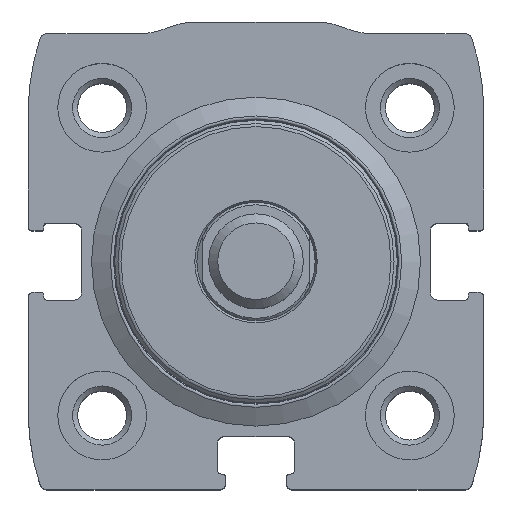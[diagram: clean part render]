
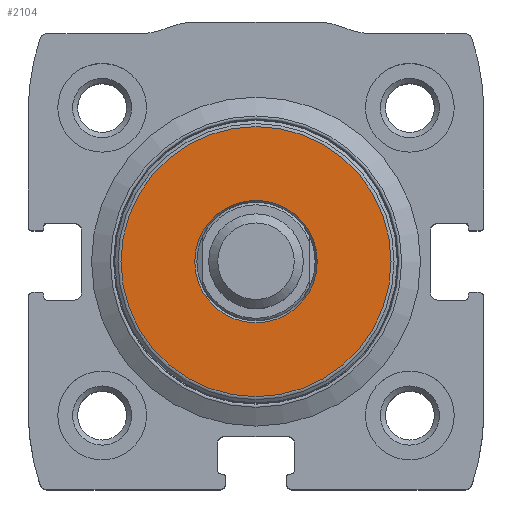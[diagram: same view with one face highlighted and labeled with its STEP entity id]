
A CAD part, top view. The second image highlights one B-rep face of the part: STEP entity #2104.
In plain terms, the highlighted planar face has unit normal (0, 0, 1).
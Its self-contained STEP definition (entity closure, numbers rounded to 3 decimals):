
#174=CIRCLE('',#2378,11.41);
#175=CIRCLE('',#2380,5.173);
#736=ORIENTED_EDGE('',*,*,#1046,.T.);
#737=ORIENTED_EDGE('',*,*,#1045,.F.);
#1045=EDGE_CURVE('',#1255,#1255,#174,.T.);
#1046=EDGE_CURVE('',#1256,#1256,#175,.T.);
#1255=VERTEX_POINT('',#3634);
#1256=VERTEX_POINT('',#3637);
#1708=EDGE_LOOP('',(#736));
#1709=EDGE_LOOP('',(#737));
#1904=FACE_BOUND('',#1708,.T.);
#1905=FACE_BOUND('',#1709,.T.);
#1985=PLANE('',#2379);
#2104=ADVANCED_FACE('',(#1904,#1905),#1985,.T.);
#2378=AXIS2_PLACEMENT_3D('',#3633,#3002,#3003);
#2379=AXIS2_PLACEMENT_3D('',#3635,#3004,#3005);
#2380=AXIS2_PLACEMENT_3D('',#3636,#3006,#3007);
#3002=DIRECTION('',(0.,0.,-1.));
#3003=DIRECTION('',(-1.,0.,0.));
#3004=DIRECTION('',(0.,0.,1.));
#3005=DIRECTION('',(1.,0.,0.));
#3006=DIRECTION('',(0.,0.,-1.));
#3007=DIRECTION('',(-1.,0.,0.));
#3633=CARTESIAN_POINT('',(0.,0.,28.8));
#3634=CARTESIAN_POINT('',(-11.41,0.,28.8));
#3635=CARTESIAN_POINT('',(0.,11.41,28.8));
#3636=CARTESIAN_POINT('',(0.,0.,28.8));
#3637=CARTESIAN_POINT('',(-5.173,0.,28.8));
